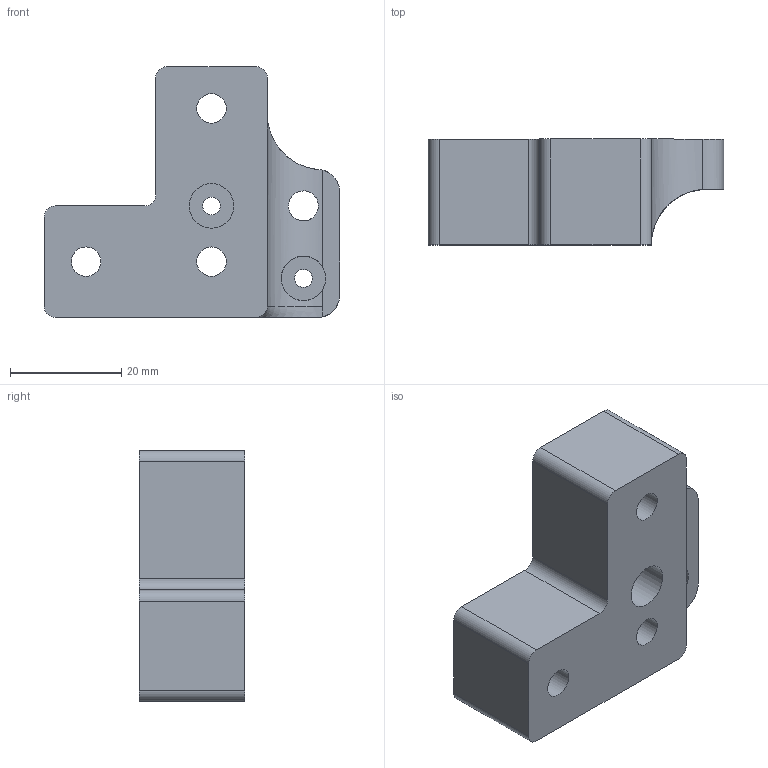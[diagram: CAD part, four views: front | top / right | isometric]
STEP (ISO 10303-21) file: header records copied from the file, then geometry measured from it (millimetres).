
FILE_DESCRIPTION(/* description */ (''),/* implementation_level */ '2;1');
FILE_NAME(/* name */ 'double_pulley_corner_bracket_Right Corner Pulley Plate.stp',/* time_stamp */ '2024-05-30T00:31:09-07:00',/* author */ ('Micha'),/* organization */ (''),/* preprocessor_version */ 'ST-DEVELOPER v20',/* originating_system */ 'Autodesk Inventor 2024',/* authorisation */ '');
FILE_SCHEMA (('AUTOMOTIVE_DESIGN { 1 0 10303 214 3 1 1 }'));
Length unit declared in the file: millimetre
Products named in the file (1): double_pulley_corner_bracket_Right Corner Pulley Plate
Bounding box: 53 x 19 x 45 mm (x, y, z)
Volume: 25426.7 mm3; surface area: 8203.3 mm2
Topology: 1 solids, 1 shells, 111 faces, 288 edges, 192 vertices
Faces by surface type: plane 55, bspline 35, cylinder 20, torus 1
Full cylindrical faces by diameter (mm): 3.2 x2, 5.3 x3, 5.4 x1, 8 x2, 10 x3
Entity records: 5768 total; most frequent: CARTESIAN_POINT 3190, ORIENTED_EDGE 576, DIRECTION 405, EDGE_CURVE 288, VERTEX_POINT 192, LINE 171, VECTOR 171, EDGE_LOOP 136
